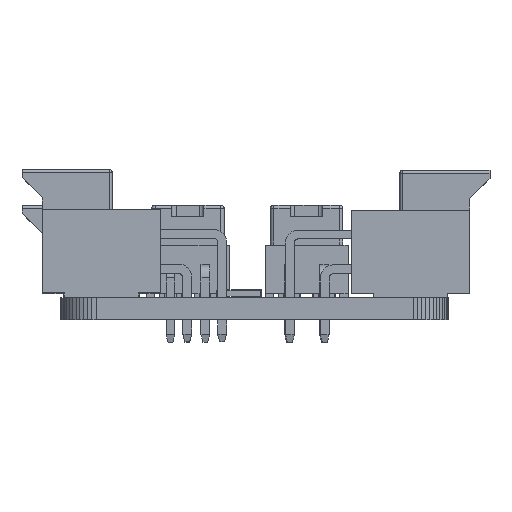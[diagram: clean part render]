
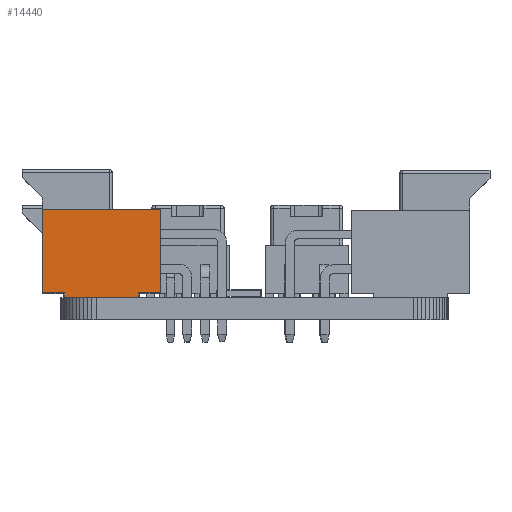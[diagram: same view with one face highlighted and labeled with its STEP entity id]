
A CAD part, front view. The second image highlights one B-rep face of the part: STEP entity #14440.
In plain terms, the highlighted face is planar.
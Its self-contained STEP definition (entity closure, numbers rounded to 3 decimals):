
#12713 = PLANE('',#12714);
#12714 = AXIS2_PLACEMENT_3D('',#12715,#12716,#12717);
#12715 = CARTESIAN_POINT('',(0.,-2.99,0.));
#12716 = DIRECTION('',(0.,1.,0.));
#12717 = DIRECTION('',(1.,0.,0.));
#12845 = VERTEX_POINT('',#12846);
#12846 = CARTESIAN_POINT('',(2.97,-2.99,4.23));
#12860 = PLANE('',#12861);
#12861 = AXIS2_PLACEMENT_3D('',#12862,#12863,#12864);
#12862 = CARTESIAN_POINT('',(-2.97,-2.99,4.23));
#12863 = DIRECTION('',(0.,0.,1.));
#12864 = DIRECTION('',(1.,0.,-0.));
#12872 = EDGE_CURVE('',#12845,#12873,#12875,.T.);
#12873 = VERTEX_POINT('',#12874);
#12874 = CARTESIAN_POINT('',(2.97,-2.99,2.63));
#12875 = SURFACE_CURVE('',#12876,(#12880,#12887),.PCURVE_S1.);
#12876 = LINE('',#12877,#12878);
#12877 = CARTESIAN_POINT('',(2.97,-2.99,4.23));
#12878 = VECTOR('',#12879,1.);
#12879 = DIRECTION('',(0.,0.,-1.));
#12880 = PCURVE('',#12713,#12881);
#12881 = DEFINITIONAL_REPRESENTATION('',(#12882),#12886);
#12882 = LINE('',#12883,#12884);
#12883 = CARTESIAN_POINT('',(2.97,-4.23));
#12884 = VECTOR('',#12885,1.);
#12885 = DIRECTION('',(0.,1.));
#12886 = ( GEOMETRIC_REPRESENTATION_CONTEXT(2) 
PARAMETRIC_REPRESENTATION_CONTEXT() REPRESENTATION_CONTEXT('2D SPACE',''
  ) );
#12887 = PCURVE('',#12888,#12893);
#12888 = PLANE('',#12889);
#12889 = AXIS2_PLACEMENT_3D('',#12890,#12891,#12892);
#12890 = CARTESIAN_POINT('',(2.97,-2.99,4.23));
#12891 = DIRECTION('',(1.,0.,0.));
#12892 = DIRECTION('',(0.,0.,-1.));
#12893 = DEFINITIONAL_REPRESENTATION('',(#12894),#12898);
#12894 = LINE('',#12895,#12896);
#12895 = CARTESIAN_POINT('',(0.,0.));
#12896 = VECTOR('',#12897,1.);
#12897 = DIRECTION('',(1.,0.));
#12898 = ( GEOMETRIC_REPRESENTATION_CONTEXT(2) 
PARAMETRIC_REPRESENTATION_CONTEXT() REPRESENTATION_CONTEXT('2D SPACE',''
  ) );
#12916 = PLANE('',#12917);
#12917 = AXIS2_PLACEMENT_3D('',#12918,#12919,#12920);
#12918 = CARTESIAN_POINT('',(2.97,-2.99,2.63));
#12919 = DIRECTION('',(0.,0.,1.));
#12920 = DIRECTION('',(-1.,0.,0.));
#12957 = VERTEX_POINT('',#12958);
#12958 = CARTESIAN_POINT('',(2.97,-2.99,-2.63));
#12972 = PLANE('',#12973);
#12973 = AXIS2_PLACEMENT_3D('',#12974,#12975,#12976);
#12974 = CARTESIAN_POINT('',(2.37,-2.99,-2.63));
#12975 = DIRECTION('',(0.,0.,-1.));
#12976 = DIRECTION('',(1.,0.,0.));
#12984 = EDGE_CURVE('',#12957,#12985,#12987,.T.);
#12985 = VERTEX_POINT('',#12986);
#12986 = CARTESIAN_POINT('',(2.97,-2.99,-4.23));
#12987 = SURFACE_CURVE('',#12988,(#12992,#12999),.PCURVE_S1.);
#12988 = LINE('',#12989,#12990);
#12989 = CARTESIAN_POINT('',(2.97,-2.99,-2.63));
#12990 = VECTOR('',#12991,1.);
#12991 = DIRECTION('',(0.,0.,-1.));
#12992 = PCURVE('',#12713,#12993);
#12993 = DEFINITIONAL_REPRESENTATION('',(#12994),#12998);
#12994 = LINE('',#12995,#12996);
#12995 = CARTESIAN_POINT('',(2.97,2.63));
#12996 = VECTOR('',#12997,1.);
#12997 = DIRECTION('',(0.,1.));
#12998 = ( GEOMETRIC_REPRESENTATION_CONTEXT(2) 
PARAMETRIC_REPRESENTATION_CONTEXT() REPRESENTATION_CONTEXT('2D SPACE',''
  ) );
#12999 = PCURVE('',#12888,#13000);
#13000 = DEFINITIONAL_REPRESENTATION('',(#13001),#13005);
#13001 = LINE('',#13002,#13003);
#13002 = CARTESIAN_POINT('',(6.86,0.));
#13003 = VECTOR('',#13004,1.);
#13004 = DIRECTION('',(1.,0.));
#13005 = ( GEOMETRIC_REPRESENTATION_CONTEXT(2) 
PARAMETRIC_REPRESENTATION_CONTEXT() REPRESENTATION_CONTEXT('2D SPACE',''
  ) );
#13021 = PLANE('',#13022);
#13022 = AXIS2_PLACEMENT_3D('',#13023,#13024,#13025);
#13023 = CARTESIAN_POINT('',(2.97,-2.99,-4.23));
#13024 = DIRECTION('',(0.,0.,-1.));
#13025 = DIRECTION('',(-1.,0.,0.));
#14055 = PLANE('',#14056);
#14056 = AXIS2_PLACEMENT_3D('',#14057,#14058,#14059);
#14057 = CARTESIAN_POINT('',(0.,2.99,0.));
#14058 = DIRECTION('',(0.,1.,0.));
#14059 = DIRECTION('',(1.,0.,0.));
#14301 = PLANE('',#14302);
#14302 = AXIS2_PLACEMENT_3D('',#14303,#14304,#14305);
#14303 = CARTESIAN_POINT('',(-2.97,-3.29,4.23));
#14304 = DIRECTION('',(0.,-1.,0.));
#14305 = DIRECTION('',(1.,0.,0.));
#14321 = VERTEX_POINT('',#14322);
#14322 = CARTESIAN_POINT('',(2.97,-3.29,-2.63));
#14343 = EDGE_CURVE('',#14321,#14344,#14346,.T.);
#14344 = VERTEX_POINT('',#14345);
#14345 = CARTESIAN_POINT('',(2.97,-3.29,2.63));
#14346 = SURFACE_CURVE('',#14347,(#14351,#14358),.PCURVE_S1.);
#14347 = LINE('',#14348,#14349);
#14348 = CARTESIAN_POINT('',(2.97,-3.29,-2.63));
#14349 = VECTOR('',#14350,1.);
#14350 = DIRECTION('',(0.,0.,1.));
#14351 = PCURVE('',#14301,#14352);
#14352 = DEFINITIONAL_REPRESENTATION('',(#14353),#14357);
#14353 = LINE('',#14354,#14355);
#14354 = CARTESIAN_POINT('',(5.94,-6.86));
#14355 = VECTOR('',#14356,1.);
#14356 = DIRECTION('',(0.,1.));
#14357 = ( GEOMETRIC_REPRESENTATION_CONTEXT(2) 
PARAMETRIC_REPRESENTATION_CONTEXT() REPRESENTATION_CONTEXT('2D SPACE',''
  ) );
#14358 = PCURVE('',#12888,#14359);
#14359 = DEFINITIONAL_REPRESENTATION('',(#14360),#14364);
#14360 = LINE('',#14361,#14362);
#14361 = CARTESIAN_POINT('',(6.86,-0.3));
#14362 = VECTOR('',#14363,1.);
#14363 = DIRECTION('',(-1.,0.));
#14364 = ( GEOMETRIC_REPRESENTATION_CONTEXT(2) 
PARAMETRIC_REPRESENTATION_CONTEXT() REPRESENTATION_CONTEXT('2D SPACE',''
  ) );
#14398 = EDGE_CURVE('',#12873,#14344,#14399,.T.);
#14399 = SURFACE_CURVE('',#14400,(#14404,#14411),.PCURVE_S1.);
#14400 = LINE('',#14401,#14402);
#14401 = CARTESIAN_POINT('',(2.97,-2.99,2.63));
#14402 = VECTOR('',#14403,1.);
#14403 = DIRECTION('',(0.,-1.,0.));
#14404 = PCURVE('',#12916,#14405);
#14405 = DEFINITIONAL_REPRESENTATION('',(#14406),#14410);
#14406 = LINE('',#14407,#14408);
#14407 = CARTESIAN_POINT('',(0.,0.));
#14408 = VECTOR('',#14409,1.);
#14409 = DIRECTION('',(0.,1.));
#14410 = ( GEOMETRIC_REPRESENTATION_CONTEXT(2) 
PARAMETRIC_REPRESENTATION_CONTEXT() REPRESENTATION_CONTEXT('2D SPACE',''
  ) );
#14411 = PCURVE('',#12888,#14412);
#14412 = DEFINITIONAL_REPRESENTATION('',(#14413),#14417);
#14413 = LINE('',#14414,#14415);
#14414 = CARTESIAN_POINT('',(1.6,0.));
#14415 = VECTOR('',#14416,1.);
#14416 = DIRECTION('',(0.,-1.));
#14417 = ( GEOMETRIC_REPRESENTATION_CONTEXT(2) 
PARAMETRIC_REPRESENTATION_CONTEXT() REPRESENTATION_CONTEXT('2D SPACE',''
  ) );
#14440 = ADVANCED_FACE('',(#14441),#12888,.T.);
#14441 = FACE_BOUND('',#14442,.T.);
#14442 = EDGE_LOOP('',(#14443,#14466,#14489,#14510,#14511,#14512,#14513,
    #14534));
#14443 = ORIENTED_EDGE('',*,*,#14444,.T.);
#14444 = EDGE_CURVE('',#12985,#14445,#14447,.T.);
#14445 = VERTEX_POINT('',#14446);
#14446 = CARTESIAN_POINT('',(2.97,2.99,-4.23));
#14447 = SURFACE_CURVE('',#14448,(#14452,#14459),.PCURVE_S1.);
#14448 = LINE('',#14449,#14450);
#14449 = CARTESIAN_POINT('',(2.97,-2.99,-4.23));
#14450 = VECTOR('',#14451,1.);
#14451 = DIRECTION('',(0.,1.,0.));
#14452 = PCURVE('',#12888,#14453);
#14453 = DEFINITIONAL_REPRESENTATION('',(#14454),#14458);
#14454 = LINE('',#14455,#14456);
#14455 = CARTESIAN_POINT('',(8.46,0.));
#14456 = VECTOR('',#14457,1.);
#14457 = DIRECTION('',(0.,1.));
#14458 = ( GEOMETRIC_REPRESENTATION_CONTEXT(2) 
PARAMETRIC_REPRESENTATION_CONTEXT() REPRESENTATION_CONTEXT('2D SPACE',''
  ) );
#14459 = PCURVE('',#13021,#14460);
#14460 = DEFINITIONAL_REPRESENTATION('',(#14461),#14465);
#14461 = LINE('',#14462,#14463);
#14462 = CARTESIAN_POINT('',(0.,0.));
#14463 = VECTOR('',#14464,1.);
#14464 = DIRECTION('',(0.,1.));
#14465 = ( GEOMETRIC_REPRESENTATION_CONTEXT(2) 
PARAMETRIC_REPRESENTATION_CONTEXT() REPRESENTATION_CONTEXT('2D SPACE',''
  ) );
#14466 = ORIENTED_EDGE('',*,*,#14467,.F.);
#14467 = EDGE_CURVE('',#14468,#14445,#14470,.T.);
#14468 = VERTEX_POINT('',#14469);
#14469 = CARTESIAN_POINT('',(2.97,2.99,4.23));
#14470 = SURFACE_CURVE('',#14471,(#14475,#14482),.PCURVE_S1.);
#14471 = LINE('',#14472,#14473);
#14472 = CARTESIAN_POINT('',(2.97,2.99,4.23));
#14473 = VECTOR('',#14474,1.);
#14474 = DIRECTION('',(0.,0.,-1.));
#14475 = PCURVE('',#12888,#14476);
#14476 = DEFINITIONAL_REPRESENTATION('',(#14477),#14481);
#14477 = LINE('',#14478,#14479);
#14478 = CARTESIAN_POINT('',(0.,5.98));
#14479 = VECTOR('',#14480,1.);
#14480 = DIRECTION('',(1.,0.));
#14481 = ( GEOMETRIC_REPRESENTATION_CONTEXT(2) 
PARAMETRIC_REPRESENTATION_CONTEXT() REPRESENTATION_CONTEXT('2D SPACE',''
  ) );
#14482 = PCURVE('',#14055,#14483);
#14483 = DEFINITIONAL_REPRESENTATION('',(#14484),#14488);
#14484 = LINE('',#14485,#14486);
#14485 = CARTESIAN_POINT('',(2.97,-4.23));
#14486 = VECTOR('',#14487,1.);
#14487 = DIRECTION('',(0.,1.));
#14488 = ( GEOMETRIC_REPRESENTATION_CONTEXT(2) 
PARAMETRIC_REPRESENTATION_CONTEXT() REPRESENTATION_CONTEXT('2D SPACE',''
  ) );
#14489 = ORIENTED_EDGE('',*,*,#14490,.F.);
#14490 = EDGE_CURVE('',#12845,#14468,#14491,.T.);
#14491 = SURFACE_CURVE('',#14492,(#14496,#14503),.PCURVE_S1.);
#14492 = LINE('',#14493,#14494);
#14493 = CARTESIAN_POINT('',(2.97,-2.99,4.23));
#14494 = VECTOR('',#14495,1.);
#14495 = DIRECTION('',(0.,1.,0.));
#14496 = PCURVE('',#12888,#14497);
#14497 = DEFINITIONAL_REPRESENTATION('',(#14498),#14502);
#14498 = LINE('',#14499,#14500);
#14499 = CARTESIAN_POINT('',(0.,0.));
#14500 = VECTOR('',#14501,1.);
#14501 = DIRECTION('',(0.,1.));
#14502 = ( GEOMETRIC_REPRESENTATION_CONTEXT(2) 
PARAMETRIC_REPRESENTATION_CONTEXT() REPRESENTATION_CONTEXT('2D SPACE',''
  ) );
#14503 = PCURVE('',#12860,#14504);
#14504 = DEFINITIONAL_REPRESENTATION('',(#14505),#14509);
#14505 = LINE('',#14506,#14507);
#14506 = CARTESIAN_POINT('',(5.94,0.));
#14507 = VECTOR('',#14508,1.);
#14508 = DIRECTION('',(0.,1.));
#14509 = ( GEOMETRIC_REPRESENTATION_CONTEXT(2) 
PARAMETRIC_REPRESENTATION_CONTEXT() REPRESENTATION_CONTEXT('2D SPACE',''
  ) );
#14510 = ORIENTED_EDGE('',*,*,#12872,.T.);
#14511 = ORIENTED_EDGE('',*,*,#14398,.T.);
#14512 = ORIENTED_EDGE('',*,*,#14343,.F.);
#14513 = ORIENTED_EDGE('',*,*,#14514,.F.);
#14514 = EDGE_CURVE('',#12957,#14321,#14515,.T.);
#14515 = SURFACE_CURVE('',#14516,(#14520,#14527),.PCURVE_S1.);
#14516 = LINE('',#14517,#14518);
#14517 = CARTESIAN_POINT('',(2.97,-2.99,-2.63));
#14518 = VECTOR('',#14519,1.);
#14519 = DIRECTION('',(0.,-1.,0.));
#14520 = PCURVE('',#12888,#14521);
#14521 = DEFINITIONAL_REPRESENTATION('',(#14522),#14526);
#14522 = LINE('',#14523,#14524);
#14523 = CARTESIAN_POINT('',(6.86,0.));
#14524 = VECTOR('',#14525,1.);
#14525 = DIRECTION('',(0.,-1.));
#14526 = ( GEOMETRIC_REPRESENTATION_CONTEXT(2) 
PARAMETRIC_REPRESENTATION_CONTEXT() REPRESENTATION_CONTEXT('2D SPACE',''
  ) );
#14527 = PCURVE('',#12972,#14528);
#14528 = DEFINITIONAL_REPRESENTATION('',(#14529),#14533);
#14529 = LINE('',#14530,#14531);
#14530 = CARTESIAN_POINT('',(0.6,0.));
#14531 = VECTOR('',#14532,1.);
#14532 = DIRECTION('',(0.,1.));
#14533 = ( GEOMETRIC_REPRESENTATION_CONTEXT(2) 
PARAMETRIC_REPRESENTATION_CONTEXT() REPRESENTATION_CONTEXT('2D SPACE',''
  ) );
#14534 = ORIENTED_EDGE('',*,*,#12984,.T.);
